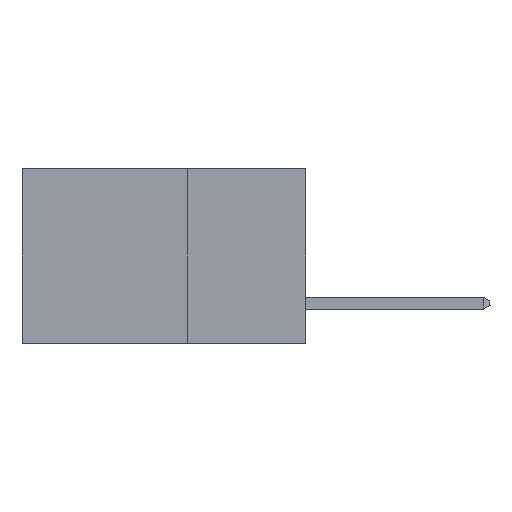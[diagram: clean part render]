
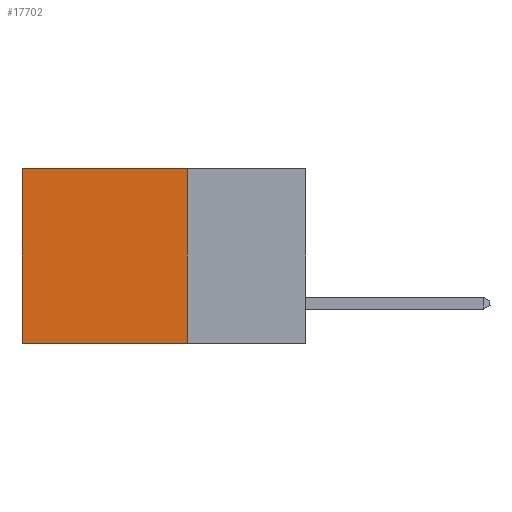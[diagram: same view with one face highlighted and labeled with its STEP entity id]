
A CAD part, left-side view. The second image highlights one B-rep face of the part: STEP entity #17702.
In plain terms, the highlighted planar face has unit normal (-1, 0, 0).
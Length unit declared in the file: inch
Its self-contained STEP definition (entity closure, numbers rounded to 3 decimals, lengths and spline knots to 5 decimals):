
#244 = CARTESIAN_POINT ( 'NONE',  ( 0.298, 0.25, 0. ) ) ;
#2046 = ORIENTED_EDGE ( 'NONE', *, *, #5284, .T. ) ;
#2081 = DIRECTION ( 'NONE',  ( 0., 0., -1. ) ) ;
#2521 = VECTOR ( 'NONE', #25019, 39.37008 ) ;
#4721 = ORIENTED_EDGE ( 'NONE', *, *, #25267, .T. ) ;
#5284 = EDGE_CURVE ( 'NONE', #8905, #10129, #5329, .T. ) ;
#5329 = LINE ( 'NONE', #6000, #14866 ) ;
#6000 = CARTESIAN_POINT ( 'NONE',  ( 0.298, 0.6, 0. ) ) ;
#8050 = VECTOR ( 'NONE', #22825, 39.37008 ) ;
#8319 = VERTEX_POINT ( 'NONE', #18210 ) ;
#8436 = VECTOR ( 'NONE', #13631, 39.37008 ) ;
#8905 = VERTEX_POINT ( 'NONE', #12696 ) ;
#9513 = EDGE_CURVE ( 'NONE', #24624, #8319, #20004, .T. ) ;
#10129 = VERTEX_POINT ( 'NONE', #11468 ) ;
#10331 = CARTESIAN_POINT ( 'NONE',  ( 0.298, 0.25, 0. ) ) ;
#11468 = CARTESIAN_POINT ( 'NONE',  ( 0.298, 0.6, -0.37 ) ) ;
#12620 = DIRECTION ( 'NONE',  ( 1., 0., 0. ) ) ;
#12696 = CARTESIAN_POINT ( 'NONE',  ( 0.298, 0.6, 0. ) ) ;
#12771 = AXIS2_PLACEMENT_3D ( 'NONE', #244, #12620, #18617 ) ;
#12930 = CARTESIAN_POINT ( 'NONE',  ( 0.298, 0.25, 0. ) ) ;
#13631 = DIRECTION ( 'NONE',  ( 0., 1., 0. ) ) ;
#14433 = LINE ( 'NONE', #12930, #8050 ) ;
#14866 = VECTOR ( 'NONE', #2081, 39.37008 ) ;
#17702 = ADVANCED_FACE ( 'NONE', ( #20713 ), #20487, .F. ) ;
#18210 = CARTESIAN_POINT ( 'NONE',  ( 0.298, 0.25, -0.37 ) ) ;
#18617 = DIRECTION ( 'NONE',  ( 0., 0., -1. ) ) ;
#20004 = LINE ( 'NONE', #22868, #2521 ) ;
#20487 = PLANE ( 'NONE',  #12771 ) ;
#20713 = FACE_OUTER_BOUND ( 'NONE', #24676, .T. ) ;
#20979 = CARTESIAN_POINT ( 'NONE',  ( 0.298, 0.25, -0.37 ) ) ;
#22825 = DIRECTION ( 'NONE',  ( 0., 1., 0. ) ) ;
#22868 = CARTESIAN_POINT ( 'NONE',  ( 0.298, 0.25, 0. ) ) ;
#23475 = ORIENTED_EDGE ( 'NONE', *, *, #24952, .F. ) ;
#24334 = LINE ( 'NONE', #20979, #8436 ) ;
#24624 = VERTEX_POINT ( 'NONE', #10331 ) ;
#24676 = EDGE_LOOP ( 'NONE', ( #2046, #23475, #25507, #4721 ) ) ;
#24952 = EDGE_CURVE ( 'NONE', #8319, #10129, #24334, .T. ) ;
#25019 = DIRECTION ( 'NONE',  ( 0., 0., -1. ) ) ;
#25267 = EDGE_CURVE ( 'NONE', #24624, #8905, #14433, .T. ) ;
#25507 = ORIENTED_EDGE ( 'NONE', *, *, #9513, .F. ) ;
